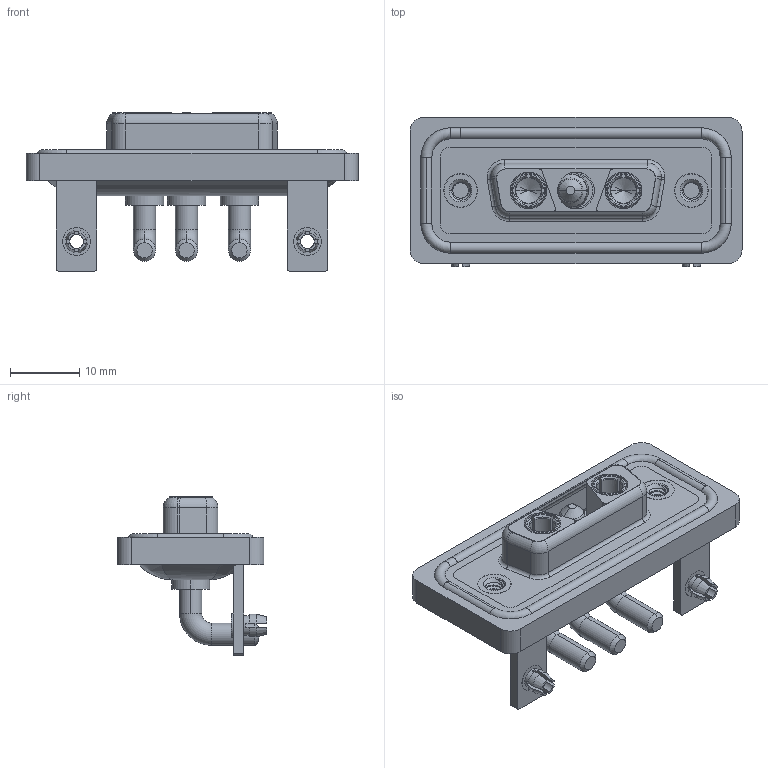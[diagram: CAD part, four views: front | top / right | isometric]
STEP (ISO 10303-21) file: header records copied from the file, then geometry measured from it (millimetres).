
FILE_DESCRIPTION (( 'STEP AP203' ), '1' );
FILE_NAME ('630W3WK3240-3N3.STEP', '2024-04-11T22:44:03', ( '' ), ( '' ), 'SwSTEP 2.0', 'SolidWorks 2023', '' );
FILE_SCHEMA (( 'CONFIG_CONTROL_DESIGN' ));
Length unit declared in the file: millimetre
Products named in the file (10): Power Pin_30A RA; 630Combo Stabilizer Bracket_50 Contacts; 630W3WK3240-3N3; 630Combo Housing_3WK3; 630Combo Shell Rear_15 Contacts; 630Combo Board Lock_50 Contacts; 630Combo Waterproof Housing_15 Contacts; Power Socket_30A RA; 630Combo Shell Front_15 Contacts; 630Combo Threaded Rivet_2
Assembly tree (13 placements, depth 2):
  630W3WK3240-3N3
    630Combo Housing_3WK3
    630Combo Shell Front_15 Contacts
    630Combo Shell Rear_15 Contacts
    630Combo Threaded Rivet_2  x2
    630Combo Stabilizer Bracket_50 Contacts  x2
    630Combo Board Lock_50 Contacts  x2
    Power Socket_30A RA  x2
    Power Pin_30A RA
    630Combo Waterproof Housing_15 Contacts
Bounding box: 47.9 x 21.5 x 22.8 mm (x, y, z)
Volume: 6518.8 mm3; surface area: 10739.4 mm2
Topology: 17 solids, 17 shells, 735 faces, 1860 edges, 1182 vertices
Faces by surface type: cylinder 320, plane 246, torus 87, cone 69, bspline 13
Entity records: 19918 total; most frequent: CARTESIAN_POINT 5162, DIRECTION 3008, ORIENTED_EDGE 2778, EDGE_CURVE 1389, AXIS2_PLACEMENT_3D 1198, VERTEX_POINT 883, CIRCLE 632, EDGE_LOOP 616
